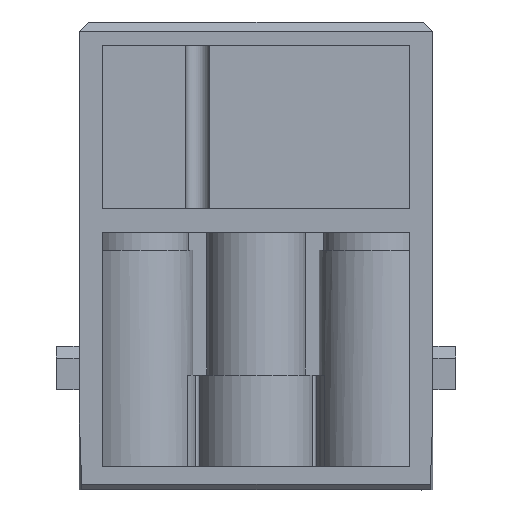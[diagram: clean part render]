
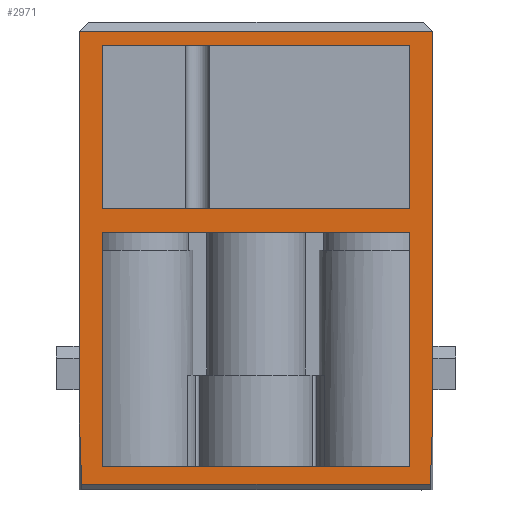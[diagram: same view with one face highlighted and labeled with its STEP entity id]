
A CAD part, left-side view. The second image highlights one B-rep face of the part: STEP entity #2971.
In plain terms, the highlighted planar face has unit normal (-1, 0, 0).
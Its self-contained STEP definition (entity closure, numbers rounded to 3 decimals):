
#2971=ADVANCED_FACE('',(#3569,#3570,#3571),#3332,.T.);
#3332=PLANE('',#10664);
#3569=FACE_BOUND('',#3695,.T.);
#3570=FACE_BOUND('',#3696,.T.);
#3571=FACE_BOUND('',#3697,.T.);
#3695=EDGE_LOOP('',(#4545,#4546,#4547,#4548));
#3696=EDGE_LOOP('',(#4549,#4550,#4551,#4552));
#3697=EDGE_LOOP('',(#4553,#4554,#4555,#4556,#4557,#4558));
#4545=ORIENTED_EDGE('',*,*,#7115,.T.);
#4546=ORIENTED_EDGE('',*,*,#7113,.T.);
#4547=ORIENTED_EDGE('',*,*,#7101,.T.);
#4548=ORIENTED_EDGE('',*,*,#7104,.T.);
#4549=ORIENTED_EDGE('',*,*,#7169,.T.);
#4550=ORIENTED_EDGE('',*,*,#7162,.T.);
#4551=ORIENTED_EDGE('',*,*,#7166,.T.);
#4552=ORIENTED_EDGE('',*,*,#7167,.T.);
#4553=ORIENTED_EDGE('',*,*,#7170,.T.);
#4554=ORIENTED_EDGE('',*,*,#7171,.F.);
#4555=ORIENTED_EDGE('',*,*,#6861,.F.);
#4556=ORIENTED_EDGE('',*,*,#7172,.T.);
#4557=ORIENTED_EDGE('',*,*,#7173,.F.);
#4558=ORIENTED_EDGE('',*,*,#7174,.F.);
#6171=VERTEX_POINT('',#13476);
#6172=VERTEX_POINT('',#13478);
#6377=VERTEX_POINT('',#14273);
#6378=VERTEX_POINT('',#14275);
#6380=VERTEX_POINT('',#14281);
#6385=VERTEX_POINT('',#14299);
#6418=VERTEX_POINT('',#14396);
#6419=VERTEX_POINT('',#14398);
#6420=VERTEX_POINT('',#14404);
#6421=VERTEX_POINT('',#14408);
#6422=VERTEX_POINT('',#14414);
#6423=VERTEX_POINT('',#14415);
#6424=VERTEX_POINT('',#14418);
#6425=VERTEX_POINT('',#14420);
#6861=EDGE_CURVE('',#6171,#6172,#8670,.T.);
#7101=EDGE_CURVE('',#6378,#6377,#8780,.T.);
#7104=EDGE_CURVE('',#6377,#6380,#8783,.T.);
#7113=EDGE_CURVE('',#6385,#6378,#8791,.T.);
#7115=EDGE_CURVE('',#6380,#6385,#8793,.T.);
#7162=EDGE_CURVE('',#6419,#6418,#8818,.T.);
#7166=EDGE_CURVE('',#6418,#6420,#8822,.T.);
#7167=EDGE_CURVE('',#6420,#6421,#8823,.T.);
#7169=EDGE_CURVE('',#6421,#6419,#8825,.T.);
#7170=EDGE_CURVE('',#6422,#6423,#8826,.T.);
#7171=EDGE_CURVE('',#6172,#6423,#8827,.T.);
#7172=EDGE_CURVE('',#6171,#6424,#8828,.T.);
#7173=EDGE_CURVE('',#6425,#6424,#8829,.T.);
#7174=EDGE_CURVE('',#6422,#6425,#8830,.T.);
#8670=LINE('',#13477,#9336);
#8780=LINE('',#14274,#9446);
#8783=LINE('',#14280,#9449);
#8791=LINE('',#14298,#9457);
#8793=LINE('',#14302,#9459);
#8818=LINE('',#14397,#9484);
#8822=LINE('',#14405,#9488);
#8823=LINE('',#14407,#9489);
#8825=LINE('',#14411,#9491);
#8826=LINE('',#14413,#9492);
#8827=LINE('',#14416,#9493);
#8828=LINE('',#14417,#9494);
#8829=LINE('',#14419,#9495);
#8830=LINE('',#14421,#9496);
#9336=VECTOR('',#11215,1.);
#9446=VECTOR('',#11567,1.);
#9449=VECTOR('',#11572,1.);
#9457=VECTOR('',#11590,1.);
#9459=VECTOR('',#11594,1.);
#9484=VECTOR('',#11693,1.);
#9488=VECTOR('',#11701,1.);
#9489=VECTOR('',#11704,1.);
#9491=VECTOR('',#11708,1.);
#9492=VECTOR('',#11711,1.);
#9493=VECTOR('',#11712,1.);
#9494=VECTOR('',#11713,1.);
#9495=VECTOR('',#11714,1.);
#9496=VECTOR('',#11715,1.);
#10664=AXIS2_PLACEMENT_3D('',#14422,#11716,#11717);
#11215=DIRECTION('',(0.,0.,-1.));
#11567=DIRECTION('',(0.,-1.,0.));
#11572=DIRECTION('',(0.,0.,-1.));
#11590=DIRECTION('',(0.,0.,1.));
#11594=DIRECTION('',(0.,1.,0.));
#11693=DIRECTION('',(0.,1.,0.));
#11701=DIRECTION('',(0.,0.,1.));
#11704=DIRECTION('',(0.,-1.,0.));
#11708=DIRECTION('',(0.,0.,-1.));
#11711=DIRECTION('',(0.,-1.,0.));
#11712=DIRECTION('',(0.,0.035,-0.999));
#11713=DIRECTION('',(0.,1.,0.));
#11714=DIRECTION('',(0.,0.,1.));
#11715=DIRECTION('',(0.,0.035,0.999));
#11716=DIRECTION('',(-1.,0.,0.));
#11717=DIRECTION('',(0.,-1.,0.));
#13476=CARTESIAN_POINT('',(-7.325,-15.15,30.7));
#13477=CARTESIAN_POINT('',(-7.325,-15.15,30.7));
#13478=CARTESIAN_POINT('',(-7.325,-15.15,-2.));
#14273=CARTESIAN_POINT('',(-7.325,-13.15,29.5));
#14274=CARTESIAN_POINT('',(-7.325,13.15,29.5));
#14275=CARTESIAN_POINT('',(-7.325,13.15,29.5));
#14280=CARTESIAN_POINT('',(-7.325,-13.15,29.5));
#14281=CARTESIAN_POINT('',(-7.325,-13.15,15.5));
#14298=CARTESIAN_POINT('',(-7.325,13.15,15.5));
#14299=CARTESIAN_POINT('',(-7.325,13.15,15.5));
#14302=CARTESIAN_POINT('',(-7.325,-13.15,15.5));
#14396=CARTESIAN_POINT('',(-7.325,13.15,-6.6));
#14397=CARTESIAN_POINT('',(-7.325,-13.15,-6.6));
#14398=CARTESIAN_POINT('',(-7.325,-13.15,-6.6));
#14404=CARTESIAN_POINT('',(-7.325,13.15,13.5));
#14405=CARTESIAN_POINT('',(-7.325,13.15,-6.6));
#14407=CARTESIAN_POINT('',(-7.325,13.15,13.5));
#14408=CARTESIAN_POINT('',(-7.325,-13.15,13.5));
#14411=CARTESIAN_POINT('',(-7.325,-13.15,13.5));
#14413=CARTESIAN_POINT('',(-7.325,14.937,-8.1));
#14414=CARTESIAN_POINT('',(-7.325,14.937,-8.1));
#14415=CARTESIAN_POINT('',(-7.325,-14.937,-8.1));
#14416=CARTESIAN_POINT('',(-7.325,-15.15,-2.));
#14417=CARTESIAN_POINT('',(-7.325,-15.15,30.7));
#14418=CARTESIAN_POINT('',(-7.325,15.15,30.7));
#14419=CARTESIAN_POINT('',(-7.325,15.15,-2.));
#14420=CARTESIAN_POINT('',(-7.325,15.15,-2.));
#14421=CARTESIAN_POINT('',(-7.325,14.937,-8.1));
#14422=CARTESIAN_POINT('',(-7.325,16.665,-10.605));
